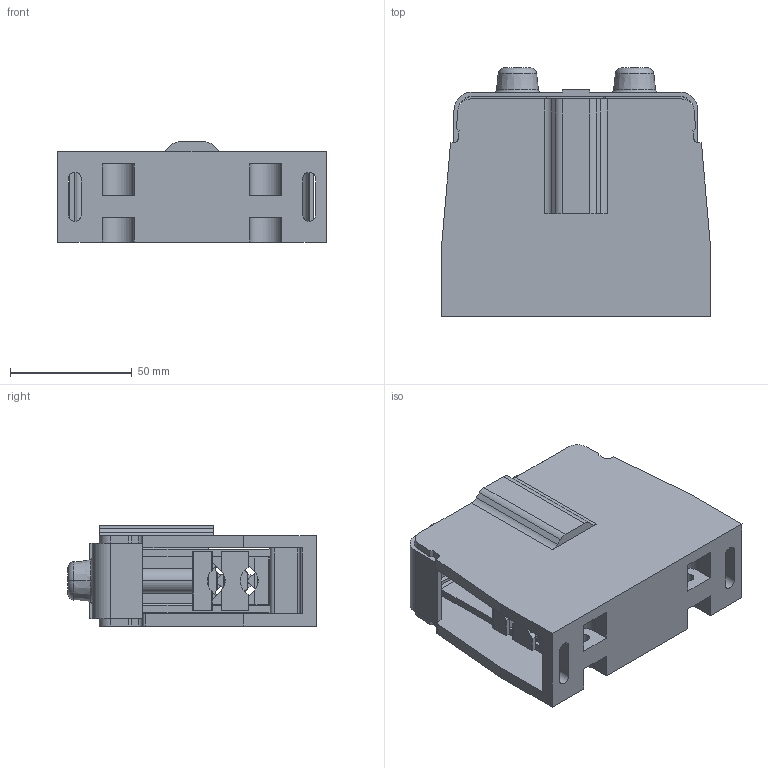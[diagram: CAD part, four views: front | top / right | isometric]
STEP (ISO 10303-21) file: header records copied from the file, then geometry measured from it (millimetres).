
FILE_DESCRIPTION((''),'2;1');
FILE_NAME('95D_ASM','2024-03-09T',('dell'),(''),'PRO/ENGINEER BY PARAMETRIC TECHNOLOGY CORPORATION, 2013230','PRO/ENGINEER BY PARAMETRIC TECHNOLOGY CORPORATION, 2013230','');
FILE_SCHEMA(('AUTOMOTIVE_DESIGN { 1 0 10303 214 1 1 1 1 }'));
Length unit declared in the file: millimetre
Products named in the file (1): 95D_ASM
Bounding box: 110 x 101.8 x 41 mm (x, y, z)
Volume: 212565.2 mm3; surface area: 94282.9 mm2
Topology: 2 solids, 2 shells, 1019 faces, 3090 edges, 2024 vertices
Faces by surface type: plane 591, cylinder 402, torus 16, cone 10
Entity records: 35685 total; most frequent: CARTESIAN_POINT 8731, ORIENTED_EDGE 6180, DIRECTION 4814, EDGE_CURVE 3090, VECTOR 2106, LINE 2106, VERTEX_POINT 2024, AXIS2_PLACEMENT_3D 1354
